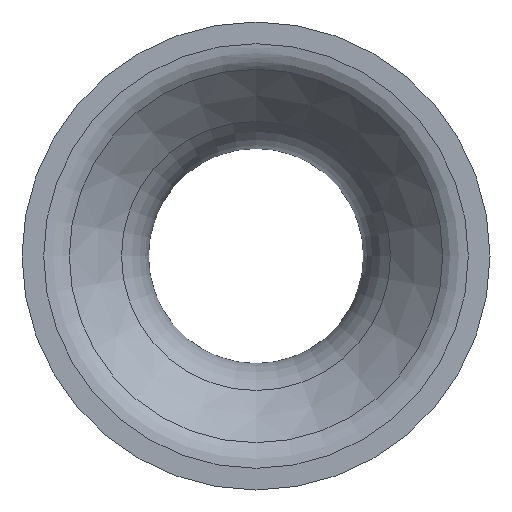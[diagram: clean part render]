
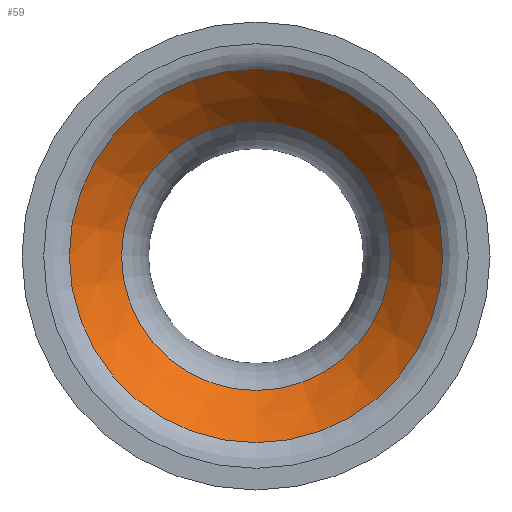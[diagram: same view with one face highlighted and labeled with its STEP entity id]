
A CAD part, left-side view. The second image highlights one B-rep face of the part: STEP entity #59.
In plain terms, the highlighted conical face has half-angle 42.286 degrees and reference radius 7.761 mm.
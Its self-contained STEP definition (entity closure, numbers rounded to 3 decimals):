
#59 = ADVANCED_FACE( '', ( #124, #125 ), #126, .F. );
#124 = FACE_OUTER_BOUND( '', #183, .T. );
#125 = FACE_BOUND( '', #184, .T. );
#126 = CONICAL_SURFACE( '', #185, 7.761, 0.738 );
#183 = EDGE_LOOP( '', ( #258 ) );
#184 = EDGE_LOOP( '', ( #259 ) );
#185 = AXIS2_PLACEMENT_3D( '', #260, #261, #262 );
#258 = ORIENTED_EDGE( '', *, *, #291, .T. );
#259 = ORIENTED_EDGE( '', *, *, #287, .F. );
#260 = CARTESIAN_POINT( '', ( -11.037, 0., 0. ) );
#261 = DIRECTION( '', ( -1., 0., 0. ) );
#262 = DIRECTION( '', ( 0., 0., 1. ) );
#287 = EDGE_CURVE( '', #324, #324, #325, .T. );
#291 = EDGE_CURVE( '', #329, #329, #330, .T. );
#324 = VERTEX_POINT( '', #363 );
#325 = CIRCLE( '', #364, 7.761 );
#329 = VERTEX_POINT( '', #368 );
#330 = CIRCLE( '', #369, 10.77 );
#363 = CARTESIAN_POINT( '', ( -11.037, 0., 7.761 ) );
#364 = AXIS2_PLACEMENT_3D( '', #406, #407, #408 );
#368 = CARTESIAN_POINT( '', ( -14.346, 0., 10.77 ) );
#369 = AXIS2_PLACEMENT_3D( '', #409, #410, #411 );
#406 = CARTESIAN_POINT( '', ( -11.037, 0., 0. ) );
#407 = DIRECTION( '', ( -1., 0., 0. ) );
#408 = DIRECTION( '', ( 0., 0., 1. ) );
#409 = CARTESIAN_POINT( '', ( -14.346, 0., 0. ) );
#410 = DIRECTION( '', ( -1., 0., 0. ) );
#411 = DIRECTION( '', ( 0., 0., 1. ) );
